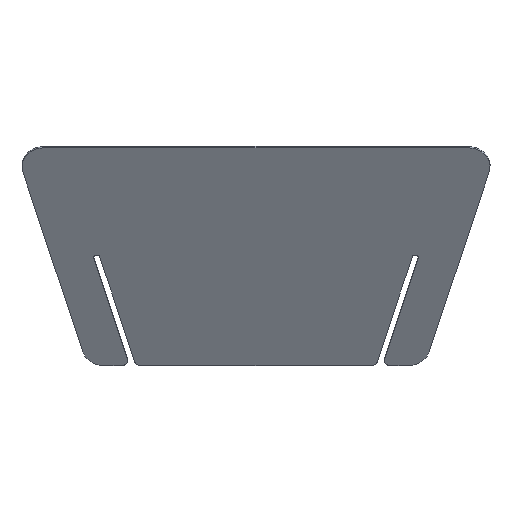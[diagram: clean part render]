
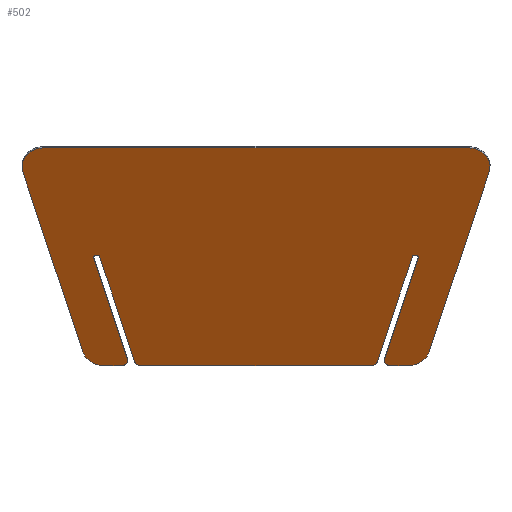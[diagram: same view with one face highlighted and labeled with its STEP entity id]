
A CAD part, front view. The second image highlights one B-rep face of the part: STEP entity #502.
In plain terms, the highlighted planar face has unit normal (0, -0.866, -0.5).
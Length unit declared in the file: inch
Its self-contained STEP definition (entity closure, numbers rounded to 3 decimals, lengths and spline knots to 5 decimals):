
#28=PLANE('',#566);
#54=FACE_OUTER_BOUND('',#80,.T.);
#80=EDGE_LOOP('',(#441,#442,#443,#444,#445,#446,#447,#448,#449,#450,#451,
#452,#453,#454,#455,#456,#457,#458,#459,#460,#461,#462,#463,#464));
#83=LINE('',#729,#131);
#89=LINE('',#744,#137);
#94=LINE('',#762,#142);
#99=LINE('',#777,#147);
#102=LINE('',#786,#150);
#107=LINE('',#801,#155);
#110=LINE('',#812,#158);
#114=LINE('',#822,#162);
#121=LINE('',#844,#169);
#124=LINE('',#853,#172);
#127=LINE('',#860,#175);
#128=LINE('',#862,#176);
#131=VECTOR('',#579,0.3937);
#137=VECTOR('',#593,0.3937);
#142=VECTOR('',#612,0.3937);
#147=VECTOR('',#625,0.3937);
#150=VECTOR('',#636,0.3937);
#155=VECTOR('',#649,0.3937);
#158=VECTOR('',#660,0.3937);
#162=VECTOR('',#672,0.3937);
#169=VECTOR('',#693,0.3937);
#172=VECTOR('',#702,0.3937);
#175=VECTOR('',#711,0.3937);
#176=VECTOR('',#714,0.3937);
#178=CIRCLE('',#519,0.0625);
#180=CIRCLE('',#523,0.0625);
#181=CIRCLE('',#526,0.25);
#184=CIRCLE('',#530,0.25);
#185=CIRCLE('',#533,1.);
#187=CIRCLE('',#537,1.);
#190=CIRCLE('',#542,0.0625);
#192=CIRCLE('',#546,0.0625);
#193=CIRCLE('',#549,0.25);
#198=CIRCLE('',#557,0.25);
#199=CIRCLE('',#560,1.);
#200=CIRCLE('',#563,1.);
#203=VERTEX_POINT('',#722);
#204=VERTEX_POINT('',#724);
#205=VERTEX_POINT('',#728);
#209=VERTEX_POINT('',#737);
#210=VERTEX_POINT('',#739);
#211=VERTEX_POINT('',#746);
#215=VERTEX_POINT('',#755);
#216=VERTEX_POINT('',#757);
#217=VERTEX_POINT('',#764);
#218=VERTEX_POINT('',#765);
#222=VERTEX_POINT('',#775);
#223=VERTEX_POINT('',#779);
#227=VERTEX_POINT('',#791);
#228=VERTEX_POINT('',#793);
#230=VERTEX_POINT('',#799);
#233=VERTEX_POINT('',#806);
#234=VERTEX_POINT('',#808);
#235=VERTEX_POINT('',#815);
#243=VERTEX_POINT('',#838);
#244=VERTEX_POINT('',#840);
#245=VERTEX_POINT('',#846);
#246=VERTEX_POINT('',#847);
#247=VERTEX_POINT('',#852);
#248=VERTEX_POINT('',#856);
#251=EDGE_CURVE('',#204,#203,#178,.T.);
#253=EDGE_CURVE('',#204,#205,#83,.T.);
#258=EDGE_CURVE('',#210,#209,#180,.T.);
#261=EDGE_CURVE('',#210,#203,#89,.T.);
#262=EDGE_CURVE('',#211,#205,#181,.T.);
#267=EDGE_CURVE('',#216,#215,#184,.T.);
#270=EDGE_CURVE('',#216,#209,#94,.T.);
#271=EDGE_CURVE('',#217,#218,#185,.T.);
#277=EDGE_CURVE('',#222,#218,#99,.T.);
#278=EDGE_CURVE('',#222,#223,#187,.T.);
#282=EDGE_CURVE('',#217,#215,#102,.T.);
#285=EDGE_CURVE('',#227,#228,#190,.T.);
#289=EDGE_CURVE('',#227,#230,#107,.T.);
#292=EDGE_CURVE('',#233,#234,#192,.T.);
#294=EDGE_CURVE('',#233,#228,#110,.T.);
#296=EDGE_CURVE('',#235,#230,#193,.T.);
#300=EDGE_CURVE('',#235,#211,#114,.T.);
#309=EDGE_CURVE('',#243,#244,#198,.T.);
#311=EDGE_CURVE('',#243,#234,#121,.T.);
#312=EDGE_CURVE('',#245,#246,#199,.T.);
#315=EDGE_CURVE('',#247,#246,#124,.T.);
#317=EDGE_CURVE('',#247,#248,#200,.T.);
#319=EDGE_CURVE('',#245,#244,#127,.T.);
#320=EDGE_CURVE('',#248,#223,#128,.T.);
#441=ORIENTED_EDGE('',*,*,#296,.F.);
#442=ORIENTED_EDGE('',*,*,#300,.T.);
#443=ORIENTED_EDGE('',*,*,#262,.T.);
#444=ORIENTED_EDGE('',*,*,#253,.F.);
#445=ORIENTED_EDGE('',*,*,#251,.T.);
#446=ORIENTED_EDGE('',*,*,#261,.F.);
#447=ORIENTED_EDGE('',*,*,#258,.T.);
#448=ORIENTED_EDGE('',*,*,#270,.F.);
#449=ORIENTED_EDGE('',*,*,#267,.T.);
#450=ORIENTED_EDGE('',*,*,#282,.F.);
#451=ORIENTED_EDGE('',*,*,#271,.T.);
#452=ORIENTED_EDGE('',*,*,#277,.F.);
#453=ORIENTED_EDGE('',*,*,#278,.T.);
#454=ORIENTED_EDGE('',*,*,#320,.F.);
#455=ORIENTED_EDGE('',*,*,#317,.F.);
#456=ORIENTED_EDGE('',*,*,#315,.T.);
#457=ORIENTED_EDGE('',*,*,#312,.F.);
#458=ORIENTED_EDGE('',*,*,#319,.T.);
#459=ORIENTED_EDGE('',*,*,#309,.F.);
#460=ORIENTED_EDGE('',*,*,#311,.T.);
#461=ORIENTED_EDGE('',*,*,#292,.F.);
#462=ORIENTED_EDGE('',*,*,#294,.T.);
#463=ORIENTED_EDGE('',*,*,#285,.F.);
#464=ORIENTED_EDGE('',*,*,#289,.T.);
#502=ADVANCED_FACE('',(#54),#28,.T.);
#519=AXIS2_PLACEMENT_3D('',#725,#574,#575);
#523=AXIS2_PLACEMENT_3D('',#740,#587,#588);
#526=AXIS2_PLACEMENT_3D('',#747,#596,#597);
#530=AXIS2_PLACEMENT_3D('',#758,#606,#607);
#533=AXIS2_PLACEMENT_3D('',#766,#615,#616);
#537=AXIS2_PLACEMENT_3D('',#780,#628,#629);
#542=AXIS2_PLACEMENT_3D('',#794,#642,#643);
#546=AXIS2_PLACEMENT_3D('',#809,#655,#656);
#549=AXIS2_PLACEMENT_3D('',#816,#664,#665);
#557=AXIS2_PLACEMENT_3D('',#841,#688,#689);
#560=AXIS2_PLACEMENT_3D('',#848,#696,#697);
#563=AXIS2_PLACEMENT_3D('',#857,#706,#707);
#566=AXIS2_PLACEMENT_3D('',#863,#715,#716);
#574=DIRECTION('center_axis',(0.,0.866,0.5));
#575=DIRECTION('ref_axis',(-0.483,-0.438,0.758));
#579=DIRECTION('',(-0.277,0.48,-0.832));
#587=DIRECTION('center_axis',(0.,0.866,0.5));
#588=DIRECTION('ref_axis',(0.875,-0.242,0.419));
#593=DIRECTION('',(-0.961,-0.139,0.24));
#596=DIRECTION('center_axis',(0.,-0.866,-0.5));
#597=DIRECTION('ref_axis',(0.601,0.4,-0.692));
#606=DIRECTION('center_axis',(0.,-0.866,-0.5));
#607=DIRECTION('ref_axis',(-0.799,0.301,-0.521));
#612=DIRECTION('',(0.277,-0.48,0.832));
#615=DIRECTION('center_axis',(0.,-0.866,-0.5));
#616=DIRECTION('ref_axis',(0.601,0.4,-0.692));
#625=DIRECTION('',(-0.277,0.48,-0.832));
#628=DIRECTION('center_axis',(0.,-0.866,-0.5));
#629=DIRECTION('ref_axis',(0.799,-0.301,0.521));
#636=DIRECTION('',(-1.,0.,0.));
#642=DIRECTION('center_axis',(0.,-0.866,-0.5));
#643=DIRECTION('ref_axis',(0.483,-0.438,0.758));
#649=DIRECTION('',(0.277,0.48,-0.832));
#655=DIRECTION('center_axis',(0.,-0.866,-0.5));
#656=DIRECTION('ref_axis',(-0.875,-0.242,0.419));
#660=DIRECTION('',(0.961,-0.139,0.24));
#664=DIRECTION('center_axis',(0.,0.866,0.5));
#665=DIRECTION('ref_axis',(-0.601,0.4,-0.692));
#672=DIRECTION('',(1.,0.,0.));
#688=DIRECTION('center_axis',(0.,0.866,0.5));
#689=DIRECTION('ref_axis',(0.799,0.301,-0.521));
#693=DIRECTION('',(-0.277,-0.48,0.832));
#696=DIRECTION('center_axis',(0.,0.866,0.5));
#697=DIRECTION('ref_axis',(-0.601,0.4,-0.692));
#702=DIRECTION('',(0.277,0.48,-0.832));
#706=DIRECTION('center_axis',(0.,0.866,0.5));
#707=DIRECTION('ref_axis',(-0.799,-0.301,0.521));
#711=DIRECTION('',(1.,0.,0.));
#714=DIRECTION('',(1.,0.,0.));
#715=DIRECTION('center_axis',(0.,-0.866,-0.5));
#716=DIRECTION('ref_axis',(0.,0.5,-0.866));
#722=CARTESIAN_POINT('',(7.27561,-12.79669,-4.96048));
#724=CARTESIAN_POINT('',(7.19823,-12.77533,-4.99747));
#725=CARTESIAN_POINT('Origin',(7.25827,-12.76667,-5.01248));
#728=CARTESIAN_POINT('',(5.57245,-9.95941,-9.87479));
#729=CARTESIAN_POINT('',(7.21556,-12.80536,-4.94547));
#737=CARTESIAN_POINT('',(7.46844,-12.73633,-5.06503));
#739=CARTESIAN_POINT('',(7.42573,-12.77502,-4.99801));
#740=CARTESIAN_POINT('Origin',(7.40839,-12.745,-5.05002));
#744=CARTESIAN_POINT('',(7.48578,-12.76636,-5.01302));
#746=CARTESIAN_POINT('',(5.33226,-9.86908,-10.03125));
#747=CARTESIAN_POINT('Origin',(5.33226,-9.99408,-9.81474));
#755=CARTESIAN_POINT('',(6.14541,-9.86908,-10.03125));
#757=CARTESIAN_POINT('',(5.90522,-10.02875,-9.7547));
#758=CARTESIAN_POINT('Origin',(6.14541,-9.99408,-9.81474));
#762=CARTESIAN_POINT('',(5.81303,-9.86908,-10.03125));
#764=CARTESIAN_POINT('',(6.99617,-9.86908,-10.03125));
#765=CARTESIAN_POINT('',(7.95694,-10.23041,-9.40542));
#766=CARTESIAN_POINT('Origin',(6.99617,-10.36908,-9.16522));
#775=CARTESIAN_POINT('',(10.71293,-15.00391,-1.13747));
#777=CARTESIAN_POINT('',(11.08167,-15.64258,-0.03125));
#779=CARTESIAN_POINT('',(9.75216,-15.64258,-0.03125));
#780=CARTESIAN_POINT('Origin',(9.75216,-15.14258,-0.89728));
#786=CARTESIAN_POINT('',(0.,-9.86908,-10.03125));
#791=CARTESIAN_POINT('',(-7.19823,-12.77533,-4.99747));
#793=CARTESIAN_POINT('',(-7.27561,-12.79669,-4.96048));
#794=CARTESIAN_POINT('Origin',(-7.25827,-12.76667,-5.01248));
#799=CARTESIAN_POINT('',(-5.57245,-9.95941,-9.87479));
#801=CARTESIAN_POINT('',(-7.21556,-12.80536,-4.94547));
#806=CARTESIAN_POINT('',(-7.42573,-12.77502,-4.99801));
#808=CARTESIAN_POINT('',(-7.46844,-12.73633,-5.06503));
#809=CARTESIAN_POINT('Origin',(-7.40839,-12.745,-5.05002));
#812=CARTESIAN_POINT('',(-7.48578,-12.76636,-5.01302));
#815=CARTESIAN_POINT('',(-5.33226,-9.86908,-10.03125));
#816=CARTESIAN_POINT('Origin',(-5.33226,-9.99408,-9.81474));
#822=CARTESIAN_POINT('',(0.,-9.86908,-10.03125));
#838=CARTESIAN_POINT('',(-5.90522,-10.02875,-9.7547));
#840=CARTESIAN_POINT('',(-6.14541,-9.86908,-10.03125));
#841=CARTESIAN_POINT('Origin',(-6.14541,-9.99408,-9.81474));
#844=CARTESIAN_POINT('',(-5.81303,-9.86908,-10.03125));
#846=CARTESIAN_POINT('',(-6.99617,-9.86908,-10.03125));
#847=CARTESIAN_POINT('',(-7.95694,-10.23041,-9.40542));
#848=CARTESIAN_POINT('Origin',(-6.99617,-10.36908,-9.16522));
#852=CARTESIAN_POINT('',(-10.71293,-15.00391,-1.13747));
#853=CARTESIAN_POINT('',(-11.08167,-15.64258,-0.03125));
#856=CARTESIAN_POINT('',(-9.75216,-15.64258,-0.03125));
#857=CARTESIAN_POINT('Origin',(-9.75216,-15.14258,-0.89728));
#860=CARTESIAN_POINT('',(0.,-9.86908,-10.03125));
#862=CARTESIAN_POINT('',(11.08167,-15.64258,-0.03125));
#863=CARTESIAN_POINT('Origin',(-5.54083,-12.75583,-5.03125));
